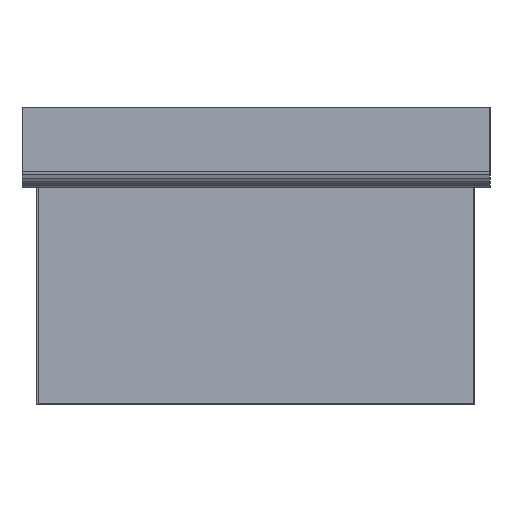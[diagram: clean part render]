
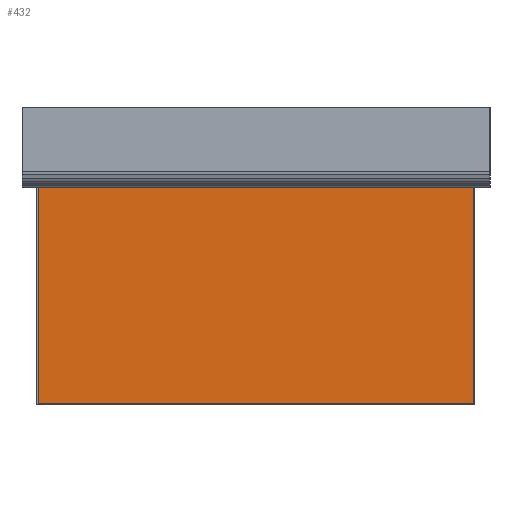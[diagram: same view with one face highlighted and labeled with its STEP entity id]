
A CAD part, front view. The second image highlights one B-rep face of the part: STEP entity #432.
In plain terms, the highlighted planar face has unit normal (0, 1, 0).
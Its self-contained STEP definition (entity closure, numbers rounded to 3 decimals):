
#13 = AXIS2_PLACEMENT_3D ( 'NONE', #570, #1925, #765 ) ;
#15 = LINE ( 'NONE', #1475, #381 ) ;
#141 = CARTESIAN_POINT ( 'NONE',  ( -170.362, -3.697, -59.405 ) ) ;
#150 = CARTESIAN_POINT ( 'NONE',  ( 170.432, -3.697, -59.405 ) ) ;
#310 = CARTESIAN_POINT ( 'NONE',  ( 170.432, -3.697, -231.915 ) ) ;
#320 = DIRECTION ( 'NONE',  ( 1., 0., 0. ) ) ;
#345 = CARTESIAN_POINT ( 'NONE',  ( -170.362, -3.697, -59.405 ) ) ;
#381 = VECTOR ( 'NONE', #2057, 1000. ) ;
#391 = LINE ( 'NONE', #141, #1361 ) ;
#432 = ADVANCED_FACE ( 'NONE', ( #1833 ), #1914, .T. ) ;
#460 = LINE ( 'NONE', #310, #1941 ) ;
#516 = DIRECTION ( 'NONE',  ( -1., 0., 0. ) ) ;
#544 = CARTESIAN_POINT ( 'NONE',  ( 170.432, -3.697, -59.405 ) ) ;
#570 = CARTESIAN_POINT ( 'NONE',  ( 0., -3.697, 0. ) ) ;
#709 = ORIENTED_EDGE ( 'NONE', *, *, #1829, .T. ) ;
#750 = CARTESIAN_POINT ( 'NONE',  ( -170.362, -3.697, -231.915 ) ) ;
#765 = DIRECTION ( 'NONE',  ( -1., 0., 0. ) ) ;
#1097 = VERTEX_POINT ( 'NONE', #345 ) ;
#1102 = VERTEX_POINT ( 'NONE', #750 ) ;
#1209 = ORIENTED_EDGE ( 'NONE', *, *, #1824, .T. ) ;
#1274 = EDGE_LOOP ( 'NONE', ( #1429, #2136, #1209, #709 ) ) ;
#1326 = VERTEX_POINT ( 'NONE', #544 ) ;
#1361 = VECTOR ( 'NONE', #320, 1000. ) ;
#1429 = ORIENTED_EDGE ( 'NONE', *, *, #1788, .T. ) ;
#1475 = CARTESIAN_POINT ( 'NONE',  ( -170.362, -3.697, -231.915 ) ) ;
#1674 = VERTEX_POINT ( 'NONE', #2402 ) ;
#1690 = DIRECTION ( 'NONE',  ( 0., 0., -1. ) ) ;
#1753 = EDGE_CURVE ( 'NONE', #1102, #1097, #15, .T. ) ;
#1788 = EDGE_CURVE ( 'NONE', #1674, #1102, #460, .T. ) ;
#1824 = EDGE_CURVE ( 'NONE', #1097, #1326, #391, .T. ) ;
#1829 = EDGE_CURVE ( 'NONE', #1326, #1674, #2407, .T. ) ;
#1833 = FACE_OUTER_BOUND ( 'NONE', #1274, .T. ) ;
#1884 = VECTOR ( 'NONE', #1690, 1000. ) ;
#1914 = PLANE ( 'NONE',  #13 ) ;
#1925 = DIRECTION ( 'NONE',  ( 0., 1., 0. ) ) ;
#1941 = VECTOR ( 'NONE', #516, 1000. ) ;
#2057 = DIRECTION ( 'NONE',  ( 0., 0., 1. ) ) ;
#2136 = ORIENTED_EDGE ( 'NONE', *, *, #1753, .T. ) ;
#2402 = CARTESIAN_POINT ( 'NONE',  ( 170.432, -3.697, -231.915 ) ) ;
#2407 = LINE ( 'NONE', #150, #1884 ) ;
